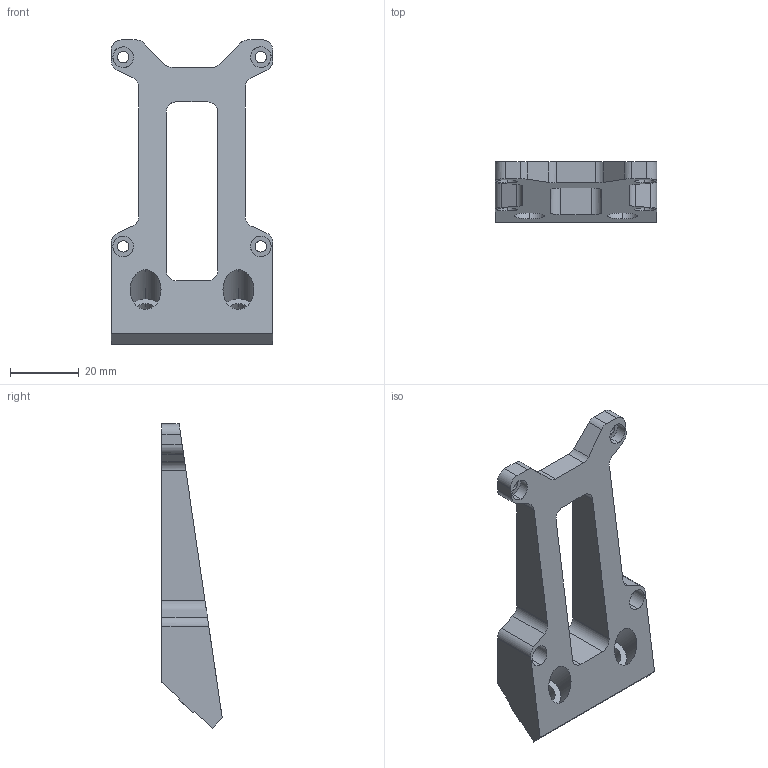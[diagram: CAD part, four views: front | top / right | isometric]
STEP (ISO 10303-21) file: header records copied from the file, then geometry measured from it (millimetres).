
FILE_DESCRIPTION (( 'STEP AP214' ), '1' );
FILE_NAME ('假蚾婓菁窒盓殤-voron.STEP', '2025-07-10T16:02:19', ( '' ), ( '' ), 'SwSTEP 2.0', 'SolidWorks 2018', '' );
FILE_SCHEMA (( 'AUTOMOTIVE_DESIGN' ));
Length unit declared in the file: millimetre
Products named in the file (1): 假蚾婓菁窒盓殤-voron
Bounding box: 47 x 17.54 x 88.38 mm (x, y, z)
Volume: 23975.7 mm3; surface area: 10186.1 mm2
Topology: 1 solids, 1 shells, 75 faces, 201 edges, 134 vertices
Faces by surface type: cylinder 42, plane 33
Entity records: 2411 total; most frequent: CARTESIAN_POINT 501, ORIENTED_EDGE 402, DIRECTION 377, EDGE_CURVE 201, VERTEX_POINT 134, AXIS2_PLACEMENT_3D 130, LINE 117, VECTOR 117
